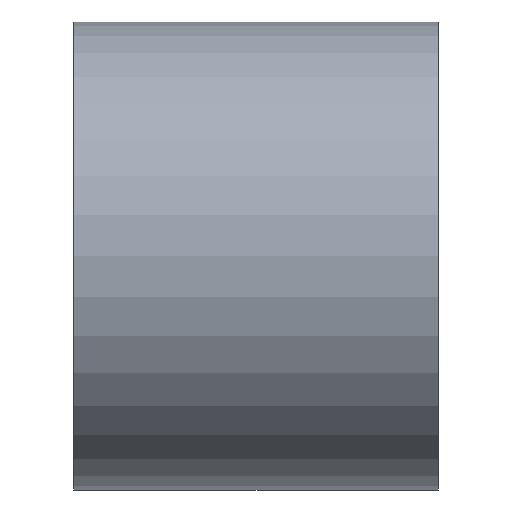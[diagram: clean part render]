
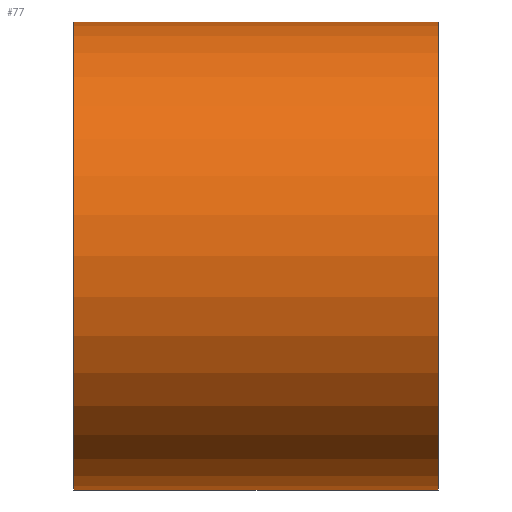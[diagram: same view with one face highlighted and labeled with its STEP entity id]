
A CAD part, front view. The second image highlights one B-rep face of the part: STEP entity #77.
In plain terms, the highlighted cylindrical face has radius 2.6 mm (diameter 5.2 mm), a full revolution.
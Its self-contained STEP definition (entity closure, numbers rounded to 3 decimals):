
#20=CYLINDRICAL_SURFACE('',#100,2.6);
#24=FACE_OUTER_BOUND('',#30,.T.);
#30=EDGE_LOOP('',(#67,#68,#69,#70));
#35=LINE('',#145,#38);
#38=VECTOR('',#125,2.6);
#42=CIRCLE('',#99,2.6);
#43=CIRCLE('',#101,2.6);
#47=VERTEX_POINT('',#140);
#48=VERTEX_POINT('',#143);
#54=EDGE_CURVE('',#47,#47,#42,.T.);
#55=EDGE_CURVE('',#48,#48,#43,.T.);
#56=EDGE_CURVE('',#48,#47,#35,.T.);
#67=ORIENTED_EDGE('',*,*,#55,.F.);
#68=ORIENTED_EDGE('',*,*,#56,.T.);
#69=ORIENTED_EDGE('',*,*,#54,.T.);
#70=ORIENTED_EDGE('',*,*,#56,.F.);
#77=ADVANCED_FACE('',(#24),#20,.T.);
#99=AXIS2_PLACEMENT_3D('',#141,#119,#120);
#100=AXIS2_PLACEMENT_3D('',#142,#121,#122);
#101=AXIS2_PLACEMENT_3D('',#144,#123,#124);
#119=DIRECTION('center_axis',(-1.,0.,0.));
#120=DIRECTION('ref_axis',(0.,0.,1.));
#121=DIRECTION('center_axis',(-1.,0.,0.));
#122=DIRECTION('ref_axis',(0.,0.,1.));
#123=DIRECTION('center_axis',(-1.,0.,0.));
#124=DIRECTION('ref_axis',(0.,0.,1.));
#125=DIRECTION('',(1.,0.,0.));
#140=CARTESIAN_POINT('',(-16.647,0.,-2.6));
#141=CARTESIAN_POINT('Origin',(-16.647,0.,0.));
#142=CARTESIAN_POINT('Origin',(-18.674,0.,0.));
#143=CARTESIAN_POINT('',(-20.7,0.,-2.6));
#144=CARTESIAN_POINT('Origin',(-20.7,0.,0.));
#145=CARTESIAN_POINT('',(-18.674,0.,-2.6));
